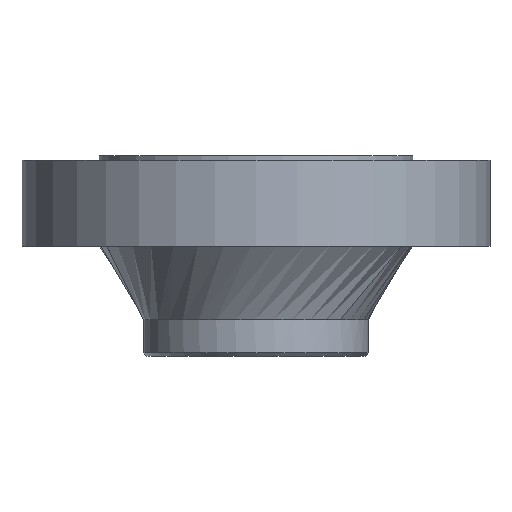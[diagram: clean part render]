
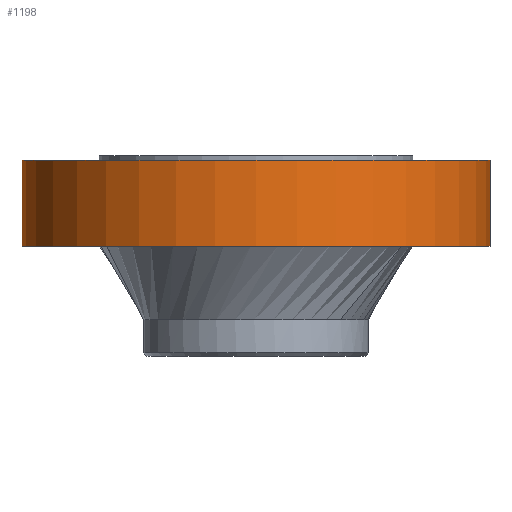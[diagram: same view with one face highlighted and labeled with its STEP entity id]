
A CAD part, front view. The second image highlights one B-rep face of the part: STEP entity #1198.
In plain terms, the highlighted cylindrical face has radius 336.55 mm (diameter 673.1 mm), a partial arc.
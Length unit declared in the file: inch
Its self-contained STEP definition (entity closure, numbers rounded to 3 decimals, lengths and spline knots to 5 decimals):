
#27 = VERTEX_POINT ( 'NONE', #1378 ) ;
#69 = EDGE_CURVE ( 'NONE', #1451, #27, #437, .T. ) ;
#95 = DIRECTION ( 'NONE',  ( 1., 0., 0. ) ) ;
#119 = ORIENTED_EDGE ( 'NONE', *, *, #69, .T. ) ;
#178 = CARTESIAN_POINT ( 'NONE',  ( 0., 0., 0. ) ) ;
#234 = EDGE_CURVE ( 'NONE', #901, #27, #1160, .T. ) ;
#292 = DIRECTION ( 'NONE',  ( 0., 0., 1. ) ) ;
#354 = CARTESIAN_POINT ( 'NONE',  ( -13.25, 0., 0. ) ) ;
#363 = EDGE_CURVE ( 'NONE', #1451, #943, #1081, .T. ) ;
#404 = DIRECTION ( 'NONE',  ( 0., 0., 1. ) ) ;
#437 = LINE ( 'NONE', #1372, #544 ) ;
#489 = CARTESIAN_POINT ( 'NONE',  ( 0., 0., -42.35666 ) ) ;
#515 = DIRECTION ( 'NONE',  ( 0., 0., 1. ) ) ;
#544 = VECTOR ( 'NONE', #404, 39.37008 ) ;
#629 = CARTESIAN_POINT ( 'NONE',  ( 0., 0., -4.88 ) ) ;
#633 = AXIS2_PLACEMENT_3D ( 'NONE', #629, #1524, #95 ) ;
#695 = EDGE_CURVE ( 'NONE', #943, #901, #1569, .T. ) ;
#703 = AXIS2_PLACEMENT_3D ( 'NONE', #178, #292, #1248 ) ;
#763 = DIRECTION ( 'NONE',  ( 0., 0., 1. ) ) ;
#792 = CARTESIAN_POINT ( 'NONE',  ( -13.25, 0., -4.88 ) ) ;
#901 = VERTEX_POINT ( 'NONE', #354 ) ;
#916 = ORIENTED_EDGE ( 'NONE', *, *, #234, .F. ) ;
#943 = VERTEX_POINT ( 'NONE', #792 ) ;
#1081 = CIRCLE ( 'NONE', #633, 13.25 ) ;
#1111 = ORIENTED_EDGE ( 'NONE', *, *, #363, .F. ) ;
#1157 = CYLINDRICAL_SURFACE ( 'NONE', #1369, 13.25 ) ;
#1160 = CIRCLE ( 'NONE', #703, 13.25 ) ;
#1186 = CARTESIAN_POINT ( 'NONE',  ( -13.25, 0., -42.35666 ) ) ;
#1198 = ADVANCED_FACE ( 'NONE', ( #1199 ), #1157, .T. ) ;
#1199 = FACE_OUTER_BOUND ( 'NONE', #1695, .T. ) ;
#1248 = DIRECTION ( 'NONE',  ( 1., 0., 0. ) ) ;
#1257 = CARTESIAN_POINT ( 'NONE',  ( 13.25, 0., -4.88 ) ) ;
#1303 = DIRECTION ( 'NONE',  ( 1., 0., 0. ) ) ;
#1365 = ORIENTED_EDGE ( 'NONE', *, *, #695, .F. ) ;
#1369 = AXIS2_PLACEMENT_3D ( 'NONE', #489, #763, #1303 ) ;
#1372 = CARTESIAN_POINT ( 'NONE',  ( 13.25, 0., -42.35666 ) ) ;
#1378 = CARTESIAN_POINT ( 'NONE',  ( 13.25, 0., 0. ) ) ;
#1451 = VERTEX_POINT ( 'NONE', #1257 ) ;
#1465 = VECTOR ( 'NONE', #515, 39.37008 ) ;
#1524 = DIRECTION ( 'NONE',  ( 0., 0., -1. ) ) ;
#1569 = LINE ( 'NONE', #1186, #1465 ) ;
#1695 = EDGE_LOOP ( 'NONE', ( #1365, #1111, #119, #916 ) ) ;
